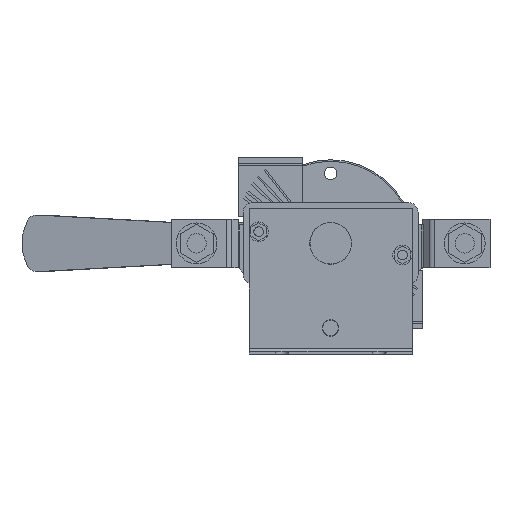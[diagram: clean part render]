
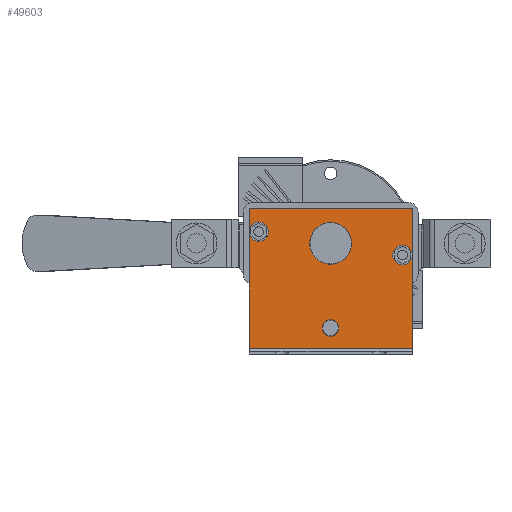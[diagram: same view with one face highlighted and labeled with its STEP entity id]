
A CAD part, left-side view. The second image highlights one B-rep face of the part: STEP entity #49603.
In plain terms, the highlighted planar face has unit normal (-1, 0, 0).
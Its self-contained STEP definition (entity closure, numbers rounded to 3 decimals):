
#1264 = DIRECTION ( 'NONE',  ( 0., 0., 1. ) ) ;
#1597 = DIRECTION ( 'NONE',  ( 0., 0., 1. ) ) ;
#1996 = VERTEX_POINT ( 'NONE', #58423 ) ;
#2731 = VECTOR ( 'NONE', #1597, 1000. ) ;
#2896 = CIRCLE ( 'NONE', #47072, 5. ) ;
#3578 = LINE ( 'NONE', #41248, #40311 ) ;
#3803 = CIRCLE ( 'NONE', #51866, 10.75 ) ;
#4199 = EDGE_CURVE ( 'NONE', #34959, #19653, #3578, .T. ) ;
#5229 = DIRECTION ( 'NONE',  ( 1., 0., 0. ) ) ;
#5881 = VERTEX_POINT ( 'NONE', #55199 ) ;
#7524 = PLANE ( 'NONE',  #64558 ) ;
#7963 = LINE ( 'NONE', #46849, #46265 ) ;
#8115 = LINE ( 'NONE', #49980, #61150 ) ;
#8360 = DIRECTION ( 'NONE',  ( 1., 0., 0. ) ) ;
#9829 = DIRECTION ( 'NONE',  ( 1., 0., 0. ) ) ;
#11936 = ORIENTED_EDGE ( 'NONE', *, *, #52286, .T. ) ;
#12466 = VERTEX_POINT ( 'NONE', #27807 ) ;
#12769 = ORIENTED_EDGE ( 'NONE', *, *, #44384, .F. ) ;
#13440 = CARTESIAN_POINT ( 'NONE',  ( -75.5, -42., -54. ) ) ;
#15391 = AXIS2_PLACEMENT_3D ( 'NONE', #38323, #8360, #43336 ) ;
#15644 = EDGE_LOOP ( 'NONE', ( #61839, #11936, #54929, #29878, #18204, #34569, #22876, #12769 ) ) ;
#18204 = ORIENTED_EDGE ( 'NONE', *, *, #32132, .F. ) ;
#19110 = CARTESIAN_POINT ( 'NONE',  ( -75.5, -42., -55.5 ) ) ;
#19355 = CARTESIAN_POINT ( 'NONE',  ( -75.5, 0., -43.5 ) ) ;
#19653 = VERTEX_POINT ( 'NONE', #44050 ) ;
#20081 = VECTOR ( 'NONE', #64015, 1000. ) ;
#20116 = EDGE_LOOP ( 'NONE', ( #39280 ) ) ;
#22565 = CARTESIAN_POINT ( 'NONE',  ( -75.5, 122.13, -55.5 ) ) ;
#22876 = ORIENTED_EDGE ( 'NONE', *, *, #51047, .F. ) ;
#23279 = AXIS2_PLACEMENT_3D ( 'NONE', #19355, #54306, #24343 ) ;
#24343 = DIRECTION ( 'NONE',  ( 0., 0., -1. ) ) ;
#26621 = CARTESIAN_POINT ( 'NONE',  ( -75.5, 42., 6. ) ) ;
#27577 = DIRECTION ( 'NONE',  ( 1., 0., 0. ) ) ;
#27807 = CARTESIAN_POINT ( 'NONE',  ( -75.5, 42., 18. ) ) ;
#29878 = ORIENTED_EDGE ( 'NONE', *, *, #38949, .F. ) ;
#30765 = LINE ( 'NONE', #46351, #2731 ) ;
#30909 = EDGE_CURVE ( 'NONE', #1996, #1996, #3803, .T. ) ;
#31035 = EDGE_LOOP ( 'NONE', ( #43974 ) ) ;
#31440 = VECTOR ( 'NONE', #53720, 1000. ) ;
#31940 = DIRECTION ( 'NONE',  ( 0., -1., 0. ) ) ;
#32132 = EDGE_CURVE ( 'NONE', #54082, #12466, #58072, .T. ) ;
#33294 = FACE_BOUND ( 'NONE', #20116, .T. ) ;
#34275 = EDGE_CURVE ( 'NONE', #38735, #38735, #37528, .T. ) ;
#34569 = ORIENTED_EDGE ( 'NONE', *, *, #64382, .T. ) ;
#34959 = VERTEX_POINT ( 'NONE', #13440 ) ;
#35100 = CARTESIAN_POINT ( 'NONE',  ( -75.5, 37., 6. ) ) ;
#37528 = CIRCLE ( 'NONE', #23279, 4.25 ) ;
#38323 = CARTESIAN_POINT ( 'NONE',  ( -75.5, -37., -6. ) ) ;
#38735 = VERTEX_POINT ( 'NONE', #43608 ) ;
#38949 = EDGE_CURVE ( 'NONE', #12466, #5881, #7963, .T. ) ;
#39280 = ORIENTED_EDGE ( 'NONE', *, *, #34275, .T. ) ;
#39743 = CARTESIAN_POINT ( 'NONE',  ( -75.5, 0., 0. ) ) ;
#40178 = DIRECTION ( 'NONE',  ( 0., 0., -1. ) ) ;
#40311 = VECTOR ( 'NONE', #1264, 1000. ) ;
#41248 = CARTESIAN_POINT ( 'NONE',  ( -75.5, -42., -55.5 ) ) ;
#43336 = DIRECTION ( 'NONE',  ( 0., 0., -1. ) ) ;
#43608 = CARTESIAN_POINT ( 'NONE',  ( -75.5, 0., -47.75 ) ) ;
#43974 = ORIENTED_EDGE ( 'NONE', *, *, #30909, .T. ) ;
#44050 = CARTESIAN_POINT ( 'NONE',  ( -75.5, -42., -6. ) ) ;
#44384 = EDGE_CURVE ( 'NONE', #34959, #62493, #8115, .T. ) ;
#44756 = DIRECTION ( 'NONE',  ( 0., 0., -1. ) ) ;
#46265 = VECTOR ( 'NONE', #31940, 1000. ) ;
#46351 = CARTESIAN_POINT ( 'NONE',  ( -75.5, 42., -55.5 ) ) ;
#46613 = FACE_OUTER_BOUND ( 'NONE', #15644, .T. ) ;
#46849 = CARTESIAN_POINT ( 'NONE',  ( -75.5, 122.13, 18. ) ) ;
#47072 = AXIS2_PLACEMENT_3D ( 'NONE', #35100, #5229, #40178 ) ;
#47864 = CIRCLE ( 'NONE', #15391, 5. ) ;
#48182 = FACE_BOUND ( 'NONE', #31035, .T. ) ;
#49603 = ADVANCED_FACE ( 'NONE', ( #33294, #48182, #46613 ), #7524, .F. ) ;
#49980 = CARTESIAN_POINT ( 'NONE',  ( -75.5, 42., -54. ) ) ;
#51047 = EDGE_CURVE ( 'NONE', #62493, #54082, #30765, .T. ) ;
#51866 = AXIS2_PLACEMENT_3D ( 'NONE', #39743, #9829, #44756 ) ;
#52286 = EDGE_CURVE ( 'NONE', #19653, #19653, #47864, .T. ) ;
#53494 = CARTESIAN_POINT ( 'NONE',  ( -75.5, 42., -55.5 ) ) ;
#53720 = DIRECTION ( 'NONE',  ( 0., 0., 1. ) ) ;
#54082 = VERTEX_POINT ( 'NONE', #26621 ) ;
#54306 = DIRECTION ( 'NONE',  ( 1., 0., 0. ) ) ;
#54929 = ORIENTED_EDGE ( 'NONE', *, *, #58969, .T. ) ;
#55199 = CARTESIAN_POINT ( 'NONE',  ( -75.5, -42., 18. ) ) ;
#55235 = DIRECTION ( 'NONE',  ( 0., 1., 0. ) ) ;
#58072 = LINE ( 'NONE', #53494, #31440 ) ;
#58423 = CARTESIAN_POINT ( 'NONE',  ( -75.5, 0., -10.75 ) ) ;
#58969 = EDGE_CURVE ( 'NONE', #19653, #5881, #59882, .T. ) ;
#59882 = LINE ( 'NONE', #19110, #20081 ) ;
#61150 = VECTOR ( 'NONE', #55235, 1000. ) ;
#61839 = ORIENTED_EDGE ( 'NONE', *, *, #4199, .T. ) ;
#62493 = VERTEX_POINT ( 'NONE', #62855 ) ;
#62495 = DIRECTION ( 'NONE',  ( 0., 0., 1. ) ) ;
#62855 = CARTESIAN_POINT ( 'NONE',  ( -75.5, 42., -54. ) ) ;
#64015 = DIRECTION ( 'NONE',  ( 0., 0., 1. ) ) ;
#64382 = EDGE_CURVE ( 'NONE', #54082, #54082, #2896, .T. ) ;
#64558 = AXIS2_PLACEMENT_3D ( 'NONE', #22565, #27577, #62495 ) ;
